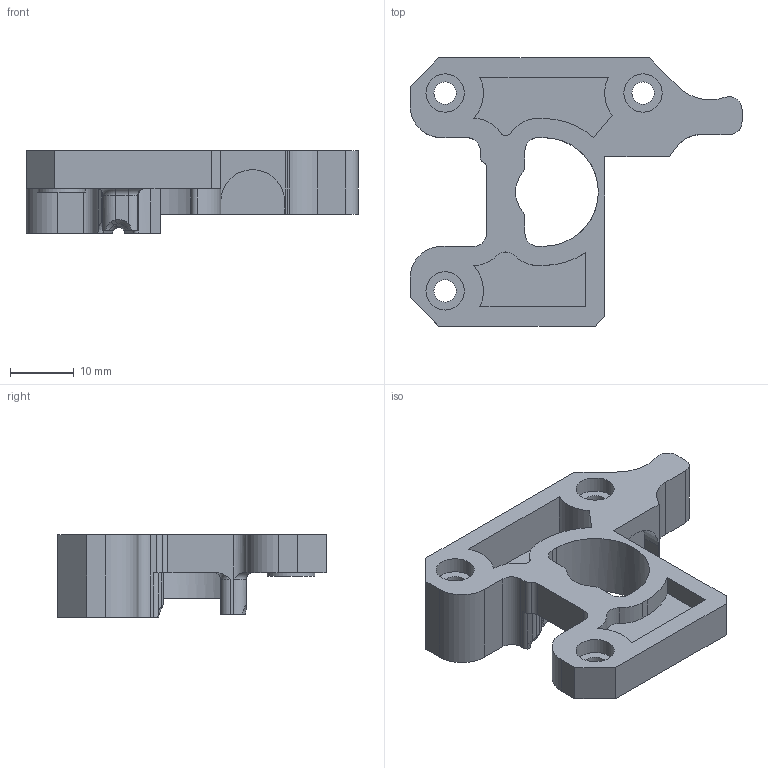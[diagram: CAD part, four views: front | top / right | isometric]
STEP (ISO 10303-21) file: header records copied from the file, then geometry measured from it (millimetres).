
FILE_DESCRIPTION(/* description */ (''),/* implementation_level */ '2;1');
FILE_NAME(/* name */ 'K8800-EXB.stp',/* time_stamp */ '2017-11-30T10:23:06+01:00',/* author */ ('jange'),/* organization */ (''),/* preprocessor_version */ 'ST-DEVELOPER v17',/* originating_system */ 'Autodesk Inventor 2018',/* authorisation */ '');
FILE_SCHEMA (('AUTOMOTIVE_DESIGN { 1 0 10303 214 3 1 1 }'));
Length unit declared in the file: millimetre
Products named in the file (1): MOLDED PART 2
Bounding box: 52 x 42 x 13 mm (x, y, z)
Volume: 7981.6 mm3; surface area: 5564.2 mm2
Topology: 1 solids, 1 shells, 124 faces, 339 edges, 222 vertices
Faces by surface type: cylinder 54, plane 53, bspline 11, torus 4, cone 2
Full cylindrical faces by diameter (mm): 3.5 x3, 6 x3, 7.5 x1
Entity records: 4411 total; most frequent: CARTESIAN_POINT 1191, ORIENTED_EDGE 678, DIRECTION 657, EDGE_CURVE 339, AXIS2_PLACEMENT_3D 235, VERTEX_POINT 222, LINE 187, VECTOR 187
